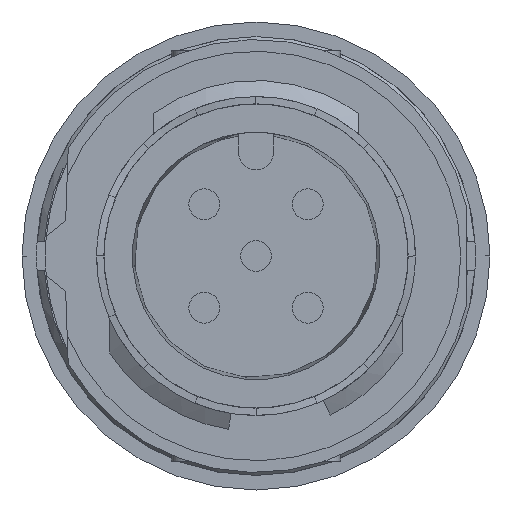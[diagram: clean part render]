
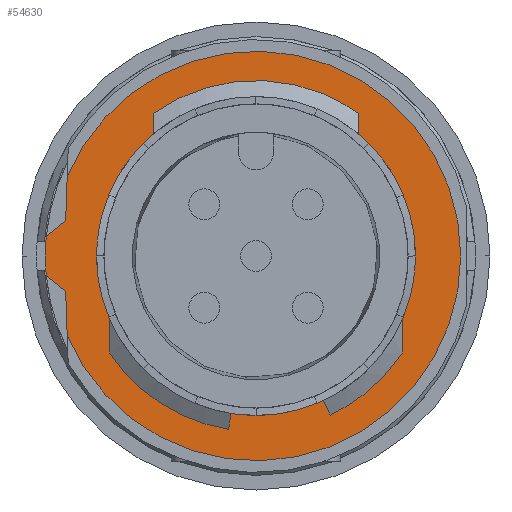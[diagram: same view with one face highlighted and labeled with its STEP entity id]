
A CAD part, left-side view. The second image highlights one B-rep face of the part: STEP entity #54630.
In plain terms, the highlighted face is planar.
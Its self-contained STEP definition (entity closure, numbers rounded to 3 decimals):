
#51490=CARTESIAN_POINT('',(15.392,26.769,
8.068));
#51500=VERTEX_POINT('',#51490);
#51530=CARTESIAN_POINT('',(20.483,31.86,
8.068));
#51540=DIRECTION('',(0.,0.,-1.));
#51550=DIRECTION('',(-0.707,-0.707,
0.));
#51560=AXIS2_PLACEMENT_3D('',#51530,#51540,#51550);
#51570=CIRCLE('',#51560,7.2);
#51580=CARTESIAN_POINT('',(15.891,26.314,
8.068));
#51590=VERTEX_POINT('',#51580);
#51600=EDGE_CURVE('',#51590,#51500,#51570,.T.);
#52490=CARTESIAN_POINT('',(33.99,28.217,
8.068));
#52500=DIRECTION('',(-0.995,-0.105,
0.));
#52510=VECTOR('',#52500,1.);
#52520=LINE('',#52490,#52510);
#52530=CARTESIAN_POINT('',(16.737,26.403,
8.068));
#52540=VERTEX_POINT('',#52530);
#52550=EDGE_CURVE('',#52540,#51590,#52520,.T.);
#52820=CARTESIAN_POINT('',(15.851,27.229,
8.068));
#52830=DIRECTION('',(-0.731,0.682,
0.));
#52840=VECTOR('',#52830,1.);
#52850=LINE('',#52820,#52840);
#52860=CARTESIAN_POINT('',(17.833,25.381,
8.068));
#52870=VERTEX_POINT('',#52860);
#52880=EDGE_CURVE('',#52870,#52540,#52850,.T.);
#53930=CARTESIAN_POINT('',(20.483,31.86,
8.068));
#53940=DIRECTION('',(0.,0.,1.));
#53950=DIRECTION('',(0.707,-0.707,
0.));
#53960=AXIS2_PLACEMENT_3D('',#53930,#53940,#53950);
#53970=CIRCLE('',#53960,7.);
#53980=CARTESIAN_POINT('',(14.003,29.211,
8.068));
#53990=VERTEX_POINT('',#53980);
#54000=EDGE_CURVE('',#52870,#53990,#53970,.T.);
#54190=CARTESIAN_POINT('',(24.884,36.262,
8.068));
#54200=DIRECTION('',(0.,0.,1.));
#54210=DIRECTION('',(0.707,-0.707,
0.));
#54220=AXIS2_PLACEMENT_3D('',#54190,#54200,#54210);
#54230=PLANE('',#54220);
#54240=CARTESIAN_POINT('',(20.483,31.86,
8.068));
#54250=DIRECTION('',(0.,0.,-1.));
#54260=DIRECTION('',(-0.866,-0.5,
0.));
#54270=AXIS2_PLACEMENT_3D('',#54240,#54250,#54260);
#54280=CIRCLE('',#54270,5.45);
#54290=CARTESIAN_POINT('',(15.763,29.135,
8.068));
#54300=VERTEX_POINT('',#54290);
#54310=CARTESIAN_POINT('',(25.203,34.585,
8.068));
#54320=VERTEX_POINT('',#54310);
#54330=EDGE_CURVE('',#54300,#54320,#54280,.T.);
#54340=ORIENTED_EDGE('',*,*,#54330,.T.);
#54350=EDGE_CURVE('',#54320,#54300,#54280,.T.);
#54360=ORIENTED_EDGE('',*,*,#54350,.T.);
#54370=EDGE_LOOP('',(#54360,#54340));
#54380=FACE_BOUND('',#54370,.T.);
#54390=CARTESIAN_POINT('',(16.839,45.368,
8.068));
#54400=DIRECTION('',(0.105,0.995,
0.));
#54410=VECTOR('',#54400,1.);
#54420=LINE('',#54390,#54410);
#54430=CARTESIAN_POINT('',(14.937,27.269,
8.068));
#54440=VERTEX_POINT('',#54430);
#54450=CARTESIAN_POINT('',(15.026,28.115,
8.068));
#54460=VERTEX_POINT('',#54450);
#54470=EDGE_CURVE('',#54440,#54460,#54420,.T.);
#54480=ORIENTED_EDGE('',*,*,#54470,.F.);
#54490=CARTESIAN_POINT('',(15.851,27.229,
8.068));
#54500=DIRECTION('',(-0.682,0.731,
0.));
#54510=VECTOR('',#54500,1.);
#54520=LINE('',#54490,#54510);
#54530=EDGE_CURVE('',#54460,#53990,#54520,.T.);
#54540=ORIENTED_EDGE('',*,*,#54530,.F.);
#54550=ORIENTED_EDGE('',*,*,#54000,.T.);
#54560=ORIENTED_EDGE('',*,*,#52880,.F.);
#54570=ORIENTED_EDGE('',*,*,#52550,.F.);
#54580=ORIENTED_EDGE('',*,*,#51600,.F.);
#54590=EDGE_CURVE('',#51500,#54440,#51570,.T.);
#54600=ORIENTED_EDGE('',*,*,#54590,.F.);
#54610=EDGE_LOOP('',(#54600,#54580,#54570,#54560,#54550,#54540,#54480));
#54620=FACE_OUTER_BOUND('',#54610,.T.);
#54630=ADVANCED_FACE('',(#54380,#54620),#54230,.T.);
